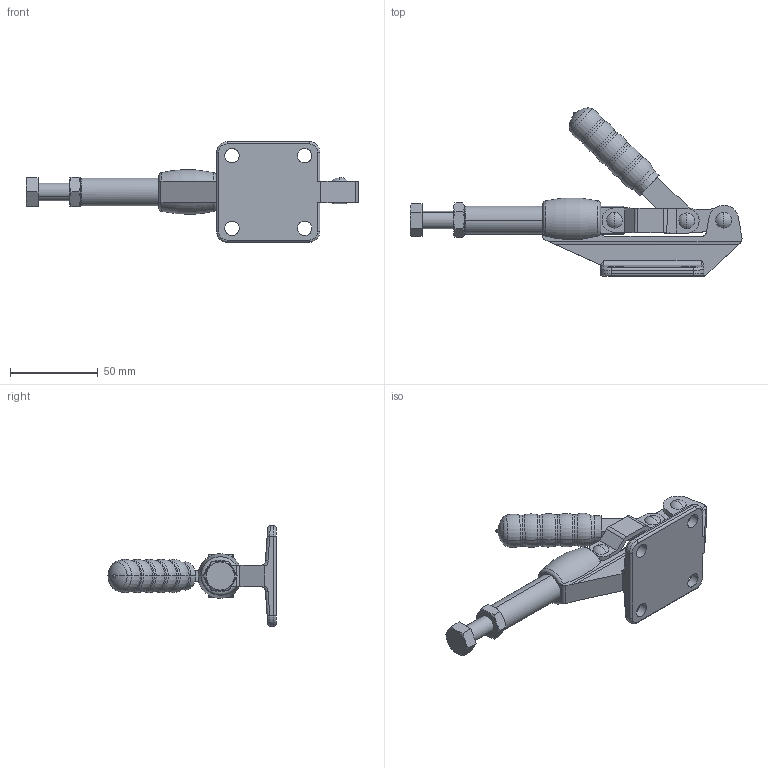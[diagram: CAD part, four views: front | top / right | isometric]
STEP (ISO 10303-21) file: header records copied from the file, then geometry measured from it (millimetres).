
FILE_DESCRIPTION (( 'STEP AP214' ), '1' );
FILE_NAME ('GH-304-EM(Â²¤Æ).STEP', '2020-05-28T08:56:07', ( 'LinWei' ), ( '' ), 'SwSTEP 2.0', 'SolidWorks 2016', '' );
FILE_SCHEMA (( 'AUTOMOTIVE_DESIGN' ));
Length unit declared in the file: millimetre
Products named in the file (6): 4304EM 33-1^GH-304-EM(簡化); Group5^GH-304-EM(簡化); Group4^GH-304-EM(簡化); Group2^GH-304-EM(簡化); Group1^GH-304-EM(簡化); GH-304-EM(簡化)
Assembly tree (5 placements, depth 2):
  GH-304-EM(簡化)
    Group1^GH-304-EM(簡化)
    Group2^GH-304-EM(簡化)
    Group4^GH-304-EM(簡化)
    Group5^GH-304-EM(簡化)
    4304EM 33-1^GH-304-EM(簡化)
Bounding box: 189.09 x 95.73 x 57.2 mm (x, y, z)
Volume: 83089.5 mm3; surface area: 36346 mm2
Topology: 4 solids, 6 shells, 261 faces, 635 edges, 393 vertices
Faces by surface type: cylinder 81, plane 80, torus 48, cone 36, bspline 10, sphere 6
Entity records: 10131 total; most frequent: CARTESIAN_POINT 2358, DIRECTION 1350, ORIENTED_EDGE 1262, EDGE_CURVE 631, AXIS2_PLACEMENT_3D 547, VERTEX_POINT 393, EDGE_LOOP 294, CIRCLE 287
